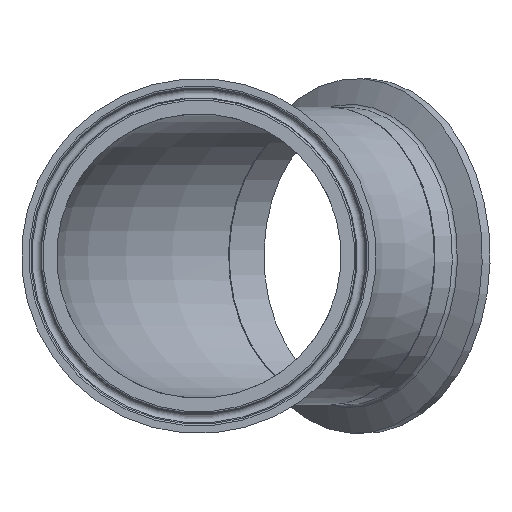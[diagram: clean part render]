
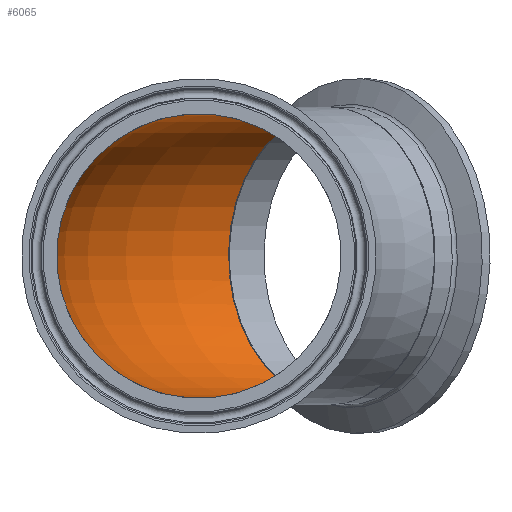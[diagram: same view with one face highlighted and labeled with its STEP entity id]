
A CAD part, front view. The second image highlights one B-rep face of the part: STEP entity #6065.
In plain terms, the highlighted toroidal (fillet/blend) face has major radius 114.3 mm and minor radius 36.449 mm.
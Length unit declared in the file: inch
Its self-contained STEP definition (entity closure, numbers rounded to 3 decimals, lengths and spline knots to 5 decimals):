
#29=CIRCLE('',#6267,1.435);
#30=CIRCLE('',#6268,1.435);
#93=FACE_BOUND('',#1697,.T.);
#1315=FACE_OUTER_BOUND('',#1696,.T.);
#1696=EDGE_LOOP('',(#5572));
#1697=EDGE_LOOP('',(#5573));
#2915=VERTEX_POINT('',#13596);
#2916=VERTEX_POINT('',#13598);
#3813=EDGE_CURVE('',#2915,#2915,#29,.T.);
#3814=EDGE_CURVE('',#2916,#2916,#30,.T.);
#5572=ORIENTED_EDGE('',*,*,#3813,.F.);
#5573=ORIENTED_EDGE('',*,*,#3814,.F.);
#5668=TOROIDAL_SURFACE('',#6266,4.5,1.435);
#6065=ADVANCED_FACE('',(#1315,#93),#5668,.F.);
#6266=AXIS2_PLACEMENT_3D('',#13595,#6950,#6951);
#6267=AXIS2_PLACEMENT_3D('',#13597,#6952,#6953);
#6268=AXIS2_PLACEMENT_3D('',#13599,#6954,#6955);
#6950=DIRECTION('center_axis',(0.,0.,-1.));
#6951=DIRECTION('ref_axis',(-1.,0.,0.));
#6952=DIRECTION('center_axis',(-0.707,-0.707,0.));
#6953=DIRECTION('ref_axis',(-0.707,0.707,0.));
#6954=DIRECTION('center_axis',(0.,1.,0.));
#6955=DIRECTION('ref_axis',(-1.,0.,0.));
#13595=CARTESIAN_POINT('Origin',(4.5,0.,0.));
#13596=CARTESIAN_POINT('',(0.30332,4.19668,0.));
#13597=CARTESIAN_POINT('Origin',(1.31802,3.18198,0.));
#13598=CARTESIAN_POINT('',(-1.435,0.,0.));
#13599=CARTESIAN_POINT('Origin',(0.,0.,0.));
